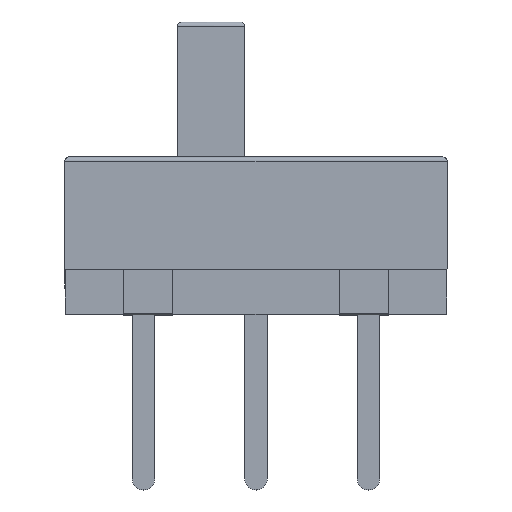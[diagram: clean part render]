
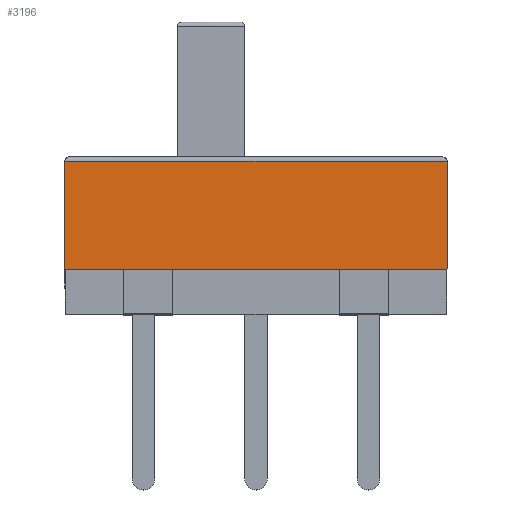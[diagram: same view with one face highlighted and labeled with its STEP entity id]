
A CAD part, top view. The second image highlights one B-rep face of the part: STEP entity #3196.
In plain terms, the highlighted planar face has unit normal (0, 0, 1).
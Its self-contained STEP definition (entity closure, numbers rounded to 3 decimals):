
#64 = LINE ( 'NONE', #1338, #1280 ) ;
#85 = ORIENTED_EDGE ( 'NONE', *, *, #2058, .T. ) ;
#120 = CARTESIAN_POINT ( 'NONE',  ( -4.25, 2.5, 1.85 ) ) ;
#517 = VECTOR ( 'NONE', #955, 1000. ) ;
#532 = LINE ( 'NONE', #1293, #1666 ) ;
#669 = EDGE_LOOP ( 'NONE', ( #2385, #85, #1206, #992 ) ) ;
#909 = CARTESIAN_POINT ( 'NONE',  ( 4.25, 2.4, 1.85 ) ) ;
#955 = DIRECTION ( 'NONE',  ( 0., -1., 0. ) ) ;
#992 = ORIENTED_EDGE ( 'NONE', *, *, #1514, .T. ) ;
#1009 = CARTESIAN_POINT ( 'NONE',  ( -4.25, 2.4, 1.85 ) ) ;
#1050 = DIRECTION ( 'NONE',  ( 0., -1., 0. ) ) ;
#1206 = ORIENTED_EDGE ( 'NONE', *, *, #2700, .T. ) ;
#1280 = VECTOR ( 'NONE', #1050, 1000. ) ;
#1293 = CARTESIAN_POINT ( 'NONE',  ( -4.25, 0., 1.85 ) ) ;
#1338 = CARTESIAN_POINT ( 'NONE',  ( 4.25, 2.5, 1.85 ) ) ;
#1389 = LINE ( 'NONE', #2443, #517 ) ;
#1438 = LINE ( 'NONE', #3180, #2918 ) ;
#1514 = EDGE_CURVE ( 'NONE', #2615, #2716, #532, .T. ) ;
#1570 = FACE_OUTER_BOUND ( 'NONE', #669, .T. ) ;
#1666 = VECTOR ( 'NONE', #2541, 1000. ) ;
#2007 = EDGE_CURVE ( 'NONE', #2068, #2716, #64, .T. ) ;
#2058 = EDGE_CURVE ( 'NONE', #2068, #2300, #1438, .T. ) ;
#2068 = VERTEX_POINT ( 'NONE', #909 ) ;
#2190 = DIRECTION ( 'NONE',  ( -1., 0., 0. ) ) ;
#2300 = VERTEX_POINT ( 'NONE', #1009 ) ;
#2355 = PLANE ( 'NONE',  #2838 ) ;
#2379 = CARTESIAN_POINT ( 'NONE',  ( -4.25, 0., 1.85 ) ) ;
#2385 = ORIENTED_EDGE ( 'NONE', *, *, #2007, .F. ) ;
#2389 = DIRECTION ( 'NONE',  ( 0., 0., -1. ) ) ;
#2443 = CARTESIAN_POINT ( 'NONE',  ( -4.25, 2.5, 1.85 ) ) ;
#2541 = DIRECTION ( 'NONE',  ( 1., 0., 0. ) ) ;
#2615 = VERTEX_POINT ( 'NONE', #2379 ) ;
#2677 = CARTESIAN_POINT ( 'NONE',  ( 4.245, 0., 1.845 ) ) ;
#2700 = EDGE_CURVE ( 'NONE', #2300, #2615, #1389, .T. ) ;
#2716 = VERTEX_POINT ( 'NONE', #2677 ) ;
#2838 = AXIS2_PLACEMENT_3D ( 'NONE', #120, #2389, #2190 ) ;
#2918 = VECTOR ( 'NONE', #3213, 1000. ) ;
#3180 = CARTESIAN_POINT ( 'NONE',  ( -4.25, 2.4, 1.85 ) ) ;
#3196 = ADVANCED_FACE ( 'NONE', ( #1570 ), #2355, .F. ) ;
#3213 = DIRECTION ( 'NONE',  ( -1., 0., 0. ) ) ;
